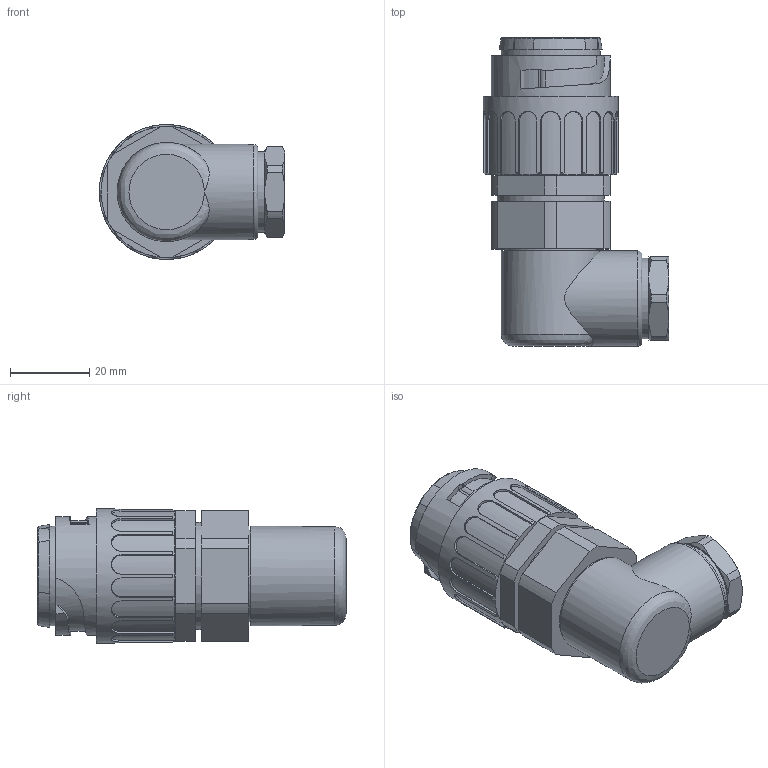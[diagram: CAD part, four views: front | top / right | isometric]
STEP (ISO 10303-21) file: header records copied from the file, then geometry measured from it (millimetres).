
FILE_DESCRIPTION(/* description */ (''),/* implementation_level */ '2;1');
FILE_NAME(/* name */ 'c016 10k017 003 1nxc001-01.stp',/* time_stamp */ '2021-11-22T11:43:06+01:00',/* author */ (''),/* organization */ (''),/* preprocessor_version */ 'ST-DEVELOPER v16.7',/* originating_system */ 'SIEMENS PLM Software NX 12.0',/* authorisation */ '');
FILE_SCHEMA (('AUTOMOTIVE_DESIGN { 1 0 10303 214 3 1 1 1 }'));
Length unit declared in the file: millimetre
Products named in the file (13): n 16 109 0002 3nxm001-01; n 16 109 0001 3nxm001-01; n 06 109 0002 3nxm001-01; c016 g16 041 e1nxm001-02; c016 e05 041 e1nxm001-11; org 17_17x1_78 70shnxm001-01; c016 g14 041 e1nxm001-01; c016 g13 041 e1nxm001-03; org 21_0x1_5nxm001-01; c016 g10 041 e1nxm001-08; c016 g12 041 e1nxm001-12; c016 10k017 003 1nxm001-01; c016 10k017 003 1nxc001-01
Assembly tree (12 placements, depth 3):
  c016 10k017 003 1nxc001-01
    c016 10k017 003 1nxm001-01
      c016 g12 041 e1nxm001-12
      c016 g10 041 e1nxm001-08
      org 21_0x1_5nxm001-01
      c016 g13 041 e1nxm001-03
      c016 g14 041 e1nxm001-01
      org 17_17x1_78 70shnxm001-01
      c016 e05 041 e1nxm001-11
      c016 g16 041 e1nxm001-02
      n 06 109 0002 3nxm001-01
      n 16 109 0001 3nxm001-01
      n 16 109 0002 3nxm001-01
Bounding box: 46.79 x 77.72 x 34 mm (x, y, z)
Volume: 54128.3 mm3; surface area: 13419.7 mm2
Topology: 1 solids, 1 shells, 555 faces, 1442 edges, 953 vertices
Faces by surface type: plane 331, cylinder 89, extrusion 77, cone 54, bspline 4
Full cylindrical faces by diameter (mm): 13.5 x1, 18 x1, 20.4 x1, 22.1 x1, 23 x1, 23.1 x1, 24 x1, 25 x2, 27 x2, 30 x1, 34 x1
Entity records: 22323 total; most frequent: CARTESIAN_POINT 7605, ORIENTED_EDGE 2836, DIRECTION 2145, EDGE_CURVE 1418, VERTEX_POINT 944, AXIS2_PLACEMENT_3D 728, VECTOR 689, EDGE_LOOP 634
